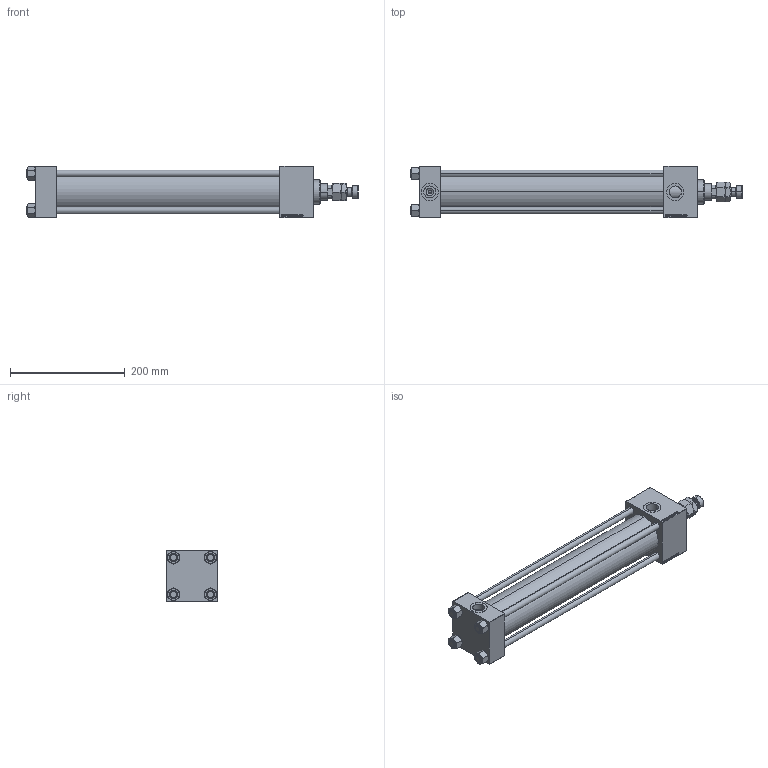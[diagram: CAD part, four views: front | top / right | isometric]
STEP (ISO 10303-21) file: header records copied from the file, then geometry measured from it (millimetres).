
FILE_DESCRIPTION (( 'STEP AP203' ), '1' );
FILE_NAME ('033c.STEP', '2022-04-16T07:20:28', ( '' ), ( '' ), 'SwSTEP 2.0', 'SolidWorks 2019', '' );
FILE_SCHEMA (( 'CONFIG_CONTROL_DESIGN' ));
Length unit declared in the file: millimetre
Products named in the file (7): V215_VC_A 9fd6c4f297d31cf31e354b22a4608ec7; V215CR_VCP_C 9fd6c4f297d31cf31e354b22a4608ec7; MFA 9fd6c4f297d31cf31e354b22a4608ec7; NUT_M5_C 9fd6c4f297d31cf31e354b22a4608ec7; V215CR_C_Body 9fd6c4f297d31cf31e354b22a4608ec7; 033c; V215CR_C_TYCINKA 9fd6c4f297d31cf31e354b22a4608ec7
Assembly tree (12 placements, depth 2):
  033c
    V215CR_C_Body 9fd6c4f297d31cf31e354b22a4608ec7
    V215CR_VCP_C 9fd6c4f297d31cf31e354b22a4608ec7
    NUT_M5_C 9fd6c4f297d31cf31e354b22a4608ec7  x4
    V215CR_C_TYCINKA 9fd6c4f297d31cf31e354b22a4608ec7  x4
    V215_VC_A 9fd6c4f297d31cf31e354b22a4608ec7
    MFA 9fd6c4f297d31cf31e354b22a4608ec7
Bounding box: 578 x 90 x 90 mm (x, y, z)
Volume: 1529229.5 mm3; surface area: 400435.5 mm2
Topology: 12 solids, 12 shells, 1206 faces, 2995 edges, 1933 vertices
Faces by surface type: plane 544, bspline 392, cone 164, cylinder 94, torus 12
Entity records: 52072 total; most frequent: CARTESIAN_POINT 27710, ORIENTED_EDGE 5482, DIRECTION 3535, EDGE_CURVE 2741, VERTEX_POINT 1789, VECTOR 1615, LINE 1615, EDGE_LOOP 1218
